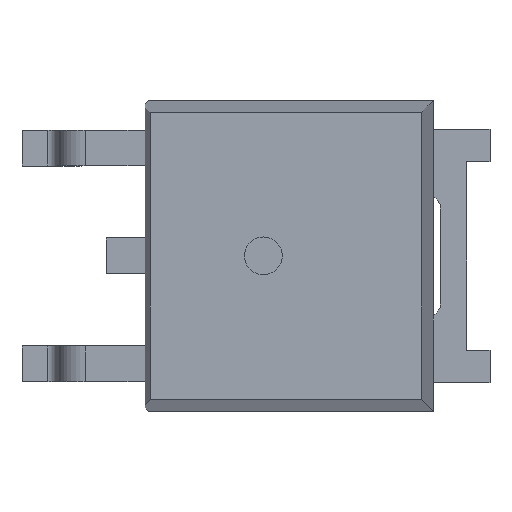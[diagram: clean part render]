
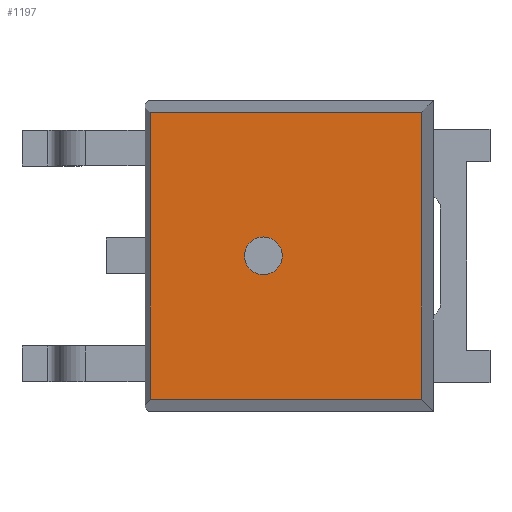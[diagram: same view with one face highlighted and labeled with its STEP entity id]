
A CAD part, top view. The second image highlights one B-rep face of the part: STEP entity #1197.
In plain terms, the highlighted face is planar.
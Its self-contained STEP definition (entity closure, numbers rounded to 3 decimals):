
#512=CARTESIAN_POINT('',(0.,2.3,1.382));
#513=DIRECTION('',(0.,-1.,0.));
#514=DIRECTION('',(1.,0.,0.));
#515=AXIS2_PLACEMENT_3D('',#512,#513,#514);
#520=CARTESIAN_POINT('',(0.,2.3,1.382));
#521=DIRECTION('',(0.,-1.,0.));
#522=DIRECTION('',(-1.,0.,0.));
#523=AXIS2_PLACEMENT_3D('',#520,#521,#522);
#528=DIRECTION('',(0.,0.,-1.));
#529=VECTOR('',#528,5.741);
#530=CARTESIAN_POINT('',(-3.038,2.3,3.775));
#531=LINE('',#530,#529);
#535=DIRECTION('',(1.,0.,0.));
#536=VECTOR('',#535,6.076);
#537=CARTESIAN_POINT('',(-3.038,2.3,-1.966));
#538=LINE('',#537,#536);
#542=DIRECTION('',(0.,0.,-1.));
#543=VECTOR('',#542,5.741);
#544=CARTESIAN_POINT('',(3.038,2.3,3.775));
#545=LINE('',#544,#543);
#549=DIRECTION('',(1.,0.,0.));
#550=VECTOR('',#549,6.076);
#551=CARTESIAN_POINT('',(-3.038,2.3,3.775));
#552=LINE('',#551,#550);
#647=CARTESIAN_POINT('',(0.4,2.3,1.382));
#648=CARTESIAN_POINT('',(-0.4,2.3,1.382));
#649=VERTEX_POINT('',#647);
#650=VERTEX_POINT('',#648);
#651=CARTESIAN_POINT('',(3.038,2.3,3.775));
#652=CARTESIAN_POINT('',(3.038,2.3,-1.966));
#653=VERTEX_POINT('',#651);
#654=VERTEX_POINT('',#652);
#663=CARTESIAN_POINT('',(-3.038,2.3,3.775));
#664=CARTESIAN_POINT('',(-3.038,2.3,-1.966));
#665=VERTEX_POINT('',#663);
#666=VERTEX_POINT('',#664);
#1180=CARTESIAN_POINT('',(0.,2.3,0.));
#1181=DIRECTION('',(0.,1.,0.));
#1182=DIRECTION('',(1.,0.,0.));
#1183=AXIS2_PLACEMENT_3D('',#1180,#1181,#1182);
#1184=PLANE('',#1183);
#1185=ORIENTED_EDGE('',*,*,#1161,.T.);
#1186=ORIENTED_EDGE('',*,*,#1023,.T.);
#1187=ORIENTED_EDGE('',*,*,#1113,.F.);
#1188=ORIENTED_EDGE('',*,*,#1172,.F.);
#1189=EDGE_LOOP('',(#1185,#1186,#1187,#1188));
#1190=FACE_OUTER_BOUND('',#1189,.F.);
#1192=ORIENTED_EDGE('',*,*,#1191,.F.);
#1194=ORIENTED_EDGE('',*,*,#1193,.F.);
#1195=EDGE_LOOP('',(#1192,#1194));
#1196=FACE_BOUND('',#1195,.F.);
#516=CIRCLE('',#515,0.4);
#524=CIRCLE('',#523,0.4);
#1023=EDGE_CURVE('',#666,#654,#538,.T.);
#1113=EDGE_CURVE('',#653,#654,#545,.T.);
#1161=EDGE_CURVE('',#665,#666,#531,.T.);
#1172=EDGE_CURVE('',#665,#653,#552,.T.);
#1191=EDGE_CURVE('',#649,#650,#516,.T.);
#1193=EDGE_CURVE('',#650,#649,#524,.T.);
#1197=ADVANCED_FACE('',(#1190,#1196),#1184,.T.);
